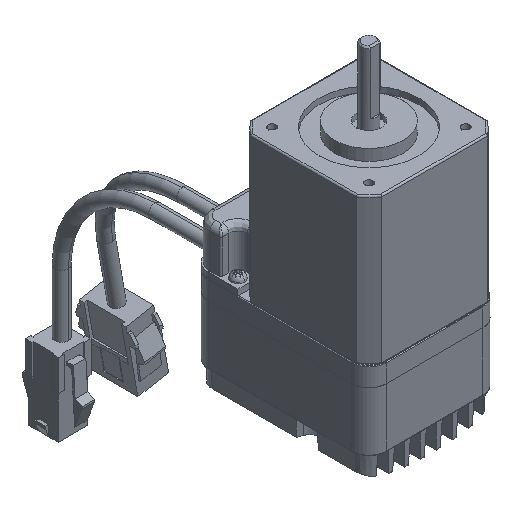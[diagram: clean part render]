
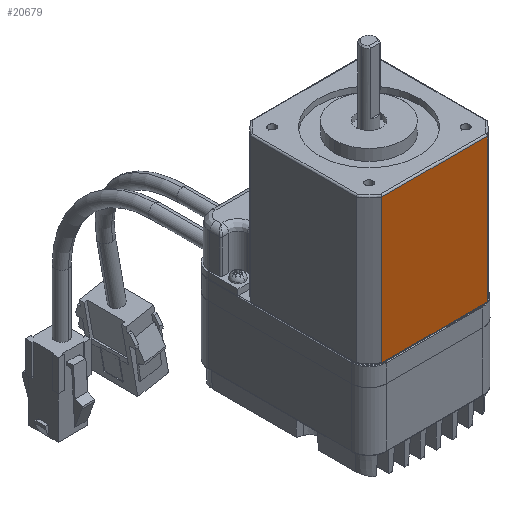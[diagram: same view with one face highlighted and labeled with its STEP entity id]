
A CAD part, isometric view. The second image highlights one B-rep face of the part: STEP entity #20679.
In plain terms, the highlighted planar face has unit normal (0, -1, 0).
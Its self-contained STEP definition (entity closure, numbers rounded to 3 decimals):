
#155 = CARTESIAN_POINT ( 'NONE',  ( 16.971, -3.5, 52.5 ) ) ;
#204 = CARTESIAN_POINT ( 'NONE',  ( -16.971, -3.5, 52.5 ) ) ;
#1880 = VERTEX_POINT ( 'NONE', #12291 ) ;
#1908 = VERTEX_POINT ( 'NONE', #12263 ) ;
#3079 = LINE ( 'NONE', #27701, #3085 ) ;
#3081 = LINE ( 'NONE', #27704, #3083 ) ;
#3082 = LINE ( 'NONE', #27702, #3087 ) ;
#3083 = VECTOR ( 'NONE', #27715, 1000. ) ;
#3085 = VECTOR ( 'NONE', #27696, 1000. ) ;
#3087 = VECTOR ( 'NONE', #27694, 1000. ) ;
#3195 = VECTOR ( 'NONE', #25392, 1000. ) ;
#3196 = LINE ( 'NONE', #25450, #3195 ) ;
#6017 = CARTESIAN_POINT ( 'NONE',  ( -16.971, -3.5, 6. ) ) ;
#6022 = PLANE ( 'NONE',  #25944 ) ;
#6025 = DIRECTION ( 'NONE',  ( 0., -1., 0. ) ) ;
#6026 = DIRECTION ( 'NONE',  ( 1., 0., 0. ) ) ;
#9925 = FACE_OUTER_BOUND ( 'NONE', #26796, .T. ) ;
#12263 = CARTESIAN_POINT ( 'NONE',  ( -16.971, -3.5, 6.5 ) ) ;
#12291 = CARTESIAN_POINT ( 'NONE',  ( 16.971, -3.5, 6.5 ) ) ;
#17725 = EDGE_CURVE ( 'NONE', #1908, #19387, #3081, .T. ) ;
#17726 = EDGE_CURVE ( 'NONE', #1880, #19401, #3079, .T. ) ;
#17727 = EDGE_CURVE ( 'NONE', #1880, #1908, #3082, .T. ) ;
#17797 = EDGE_CURVE ( 'NONE', #19401, #19387, #3196, .T. ) ;
#18732 = ORIENTED_EDGE ( 'NONE', *, *, #17725, .F. ) ;
#18741 = ORIENTED_EDGE ( 'NONE', *, *, #17797, .T. ) ;
#18759 = ORIENTED_EDGE ( 'NONE', *, *, #17727, .F. ) ;
#18765 = ORIENTED_EDGE ( 'NONE', *, *, #17726, .T. ) ;
#19387 = VERTEX_POINT ( 'NONE', #204 ) ;
#19401 = VERTEX_POINT ( 'NONE', #155 ) ;
#20679 = ADVANCED_FACE ( 'NONE', ( #9925 ), #6022, .T. ) ;
#25392 = DIRECTION ( 'NONE',  ( -1., 0., 0. ) ) ;
#25450 = CARTESIAN_POINT ( 'NONE',  ( 0., -3.5, 52.5 ) ) ;
#25944 = AXIS2_PLACEMENT_3D ( 'NONE', #6017, #6025, #6026 ) ;
#26796 = EDGE_LOOP ( 'NONE', ( #18765, #18741, #18732, #18759 ) ) ;
#27694 = DIRECTION ( 'NONE',  ( -1., 0., 0. ) ) ;
#27696 = DIRECTION ( 'NONE',  ( 0., 0., 1. ) ) ;
#27701 = CARTESIAN_POINT ( 'NONE',  ( 16.971, -3.5, 29.5 ) ) ;
#27702 = CARTESIAN_POINT ( 'NONE',  ( 0., -3.5, 6.5 ) ) ;
#27704 = CARTESIAN_POINT ( 'NONE',  ( -16.971, -3.5, 29.5 ) ) ;
#27715 = DIRECTION ( 'NONE',  ( 0., 0., 1. ) ) ;
